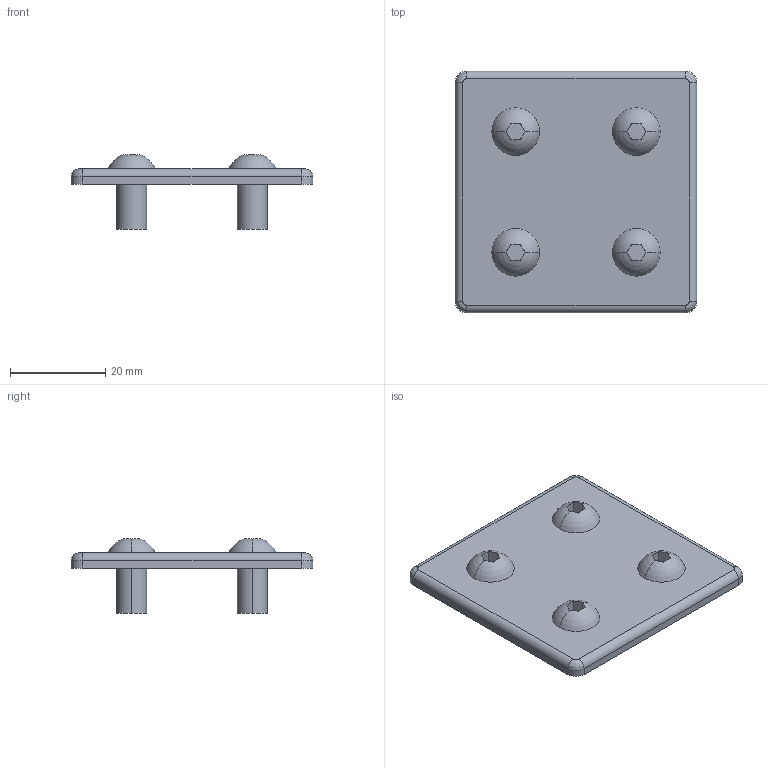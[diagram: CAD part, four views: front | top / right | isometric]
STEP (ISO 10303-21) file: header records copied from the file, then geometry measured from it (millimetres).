
FILE_DESCRIPTION((''),'2;1');
FILE_NAME('10AC7634.stp','2015-07-02T14:34:39',(''),(''),'Mechanical Desktop 2011','Mechanical Desktop 2011',', , ');
FILE_SCHEMA(('AUTOMOTIVE_DESIGN { 1 2 10303 214 1 1 1 1 }'));
Length unit declared in the file: inch
Products named in the file (1): Product
Bounding box: 50.8 x 50.8 x 15.71 mm (x, y, z)
Volume: 9709.4 mm3; surface area: 7524 mm2
Topology: 5 solids, 5 shells, 78 faces, 180 edges, 116 vertices
Faces by surface type: plane 40, cylinder 16, bspline 14, sphere 8
Entity records: 2575 total; most frequent: CARTESIAN_POINT 693, DIRECTION 406, ORIENTED_EDGE 360, EDGE_CURVE 180, AXIS2_PLACEMENT_3D 161, VERTEX_POINT 116, CIRCLE 96, EDGE_LOOP 90
